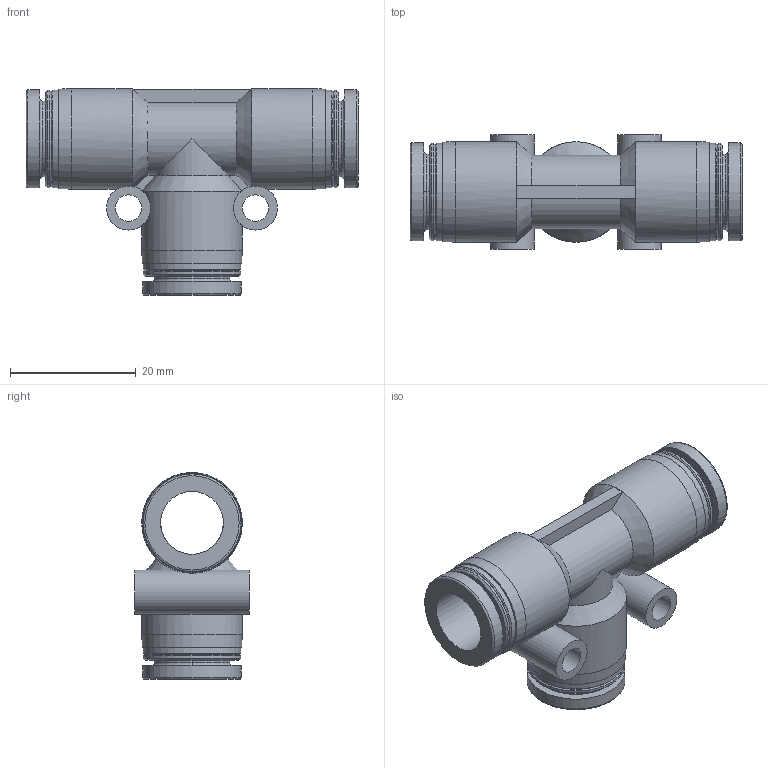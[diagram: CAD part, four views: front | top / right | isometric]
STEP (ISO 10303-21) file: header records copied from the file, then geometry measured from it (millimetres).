
FILE_DESCRIPTION(/* description */ (''),/* implementation_level */ '2;1');
FILE_NAME(/* name */ 'PE10.stp',/* time_stamp */ '2025-02-03T11:12:47-05:00',/* author */ ('esanner'),/* organization */ (''),/* preprocessor_version */ 'ST-DEVELOPER v19',/* originating_system */ 'AutoCAD Mechanical',/* authorisation */ '');
FILE_SCHEMA (('AUTOMOTIVE_DESIGN { 1 0 10303 214 3 1 1 }'));
Length unit declared in the file: millimetre
Products named in the file (1): Product
Bounding box: 52.8 x 18.2 x 32.9 mm (x, y, z)
Volume: 7602.6 mm3; surface area: 7594.8 mm2
Topology: 1 solids, 1 shells, 79 faces, 186 edges, 118 vertices
Faces by surface type: cylinder 28, plane 23, cone 19, torus 9
Full cylindrical faces by diameter (mm): 4.2 x2, 7 x2, 10 x2, 15.5 x6, 15.6 x3, 16 x3
Entity records: 2569 total; most frequent: CARTESIAN_POINT 653, DIRECTION 426, ORIENTED_EDGE 378, EDGE_CURVE 189, AXIS2_PLACEMENT_3D 185, VERTEX_POINT 124, EDGE_LOOP 99, CIRCLE 97
